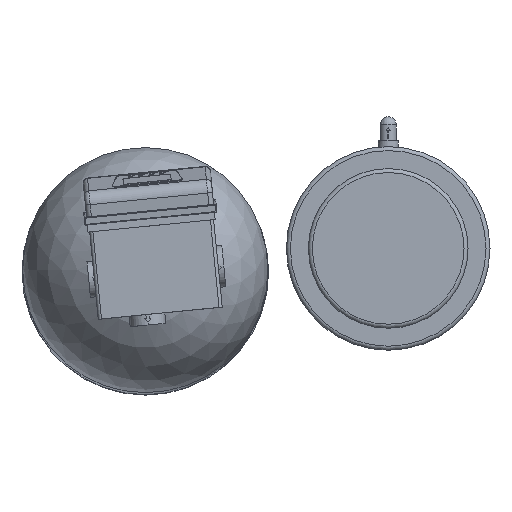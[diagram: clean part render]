
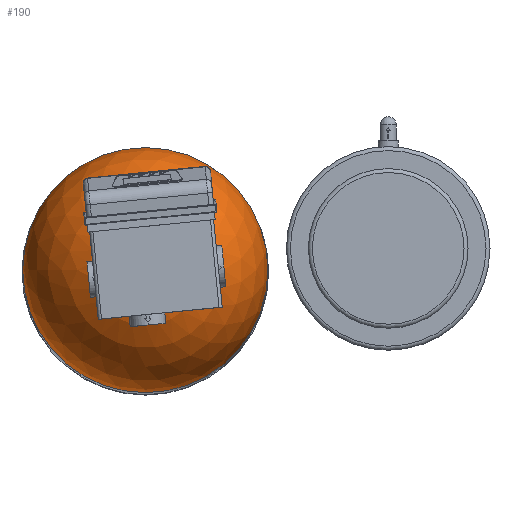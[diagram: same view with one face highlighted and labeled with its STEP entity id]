
A CAD part, top view. The second image highlights one B-rep face of the part: STEP entity #190.
In plain terms, the highlighted spherical face has radius 153.5 mm.
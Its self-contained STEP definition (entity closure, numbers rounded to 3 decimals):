
#190=ADVANCED_FACE('',(#5689,#5691),#5693,.T.);
#5689=FACE_OUTER_BOUND('',#5690,.T.);
#5690=EDGE_LOOP('',(#10122));
#5691=FACE_OUTER_BOUND('',#5692,.T.);
#5692=EDGE_LOOP('',(#10123));
#5693=SPHERICAL_SURFACE('',#5694,153.5);
#5694=AXIS2_PLACEMENT_3D('',#5695,#5696,#5697);
#5695=CARTESIAN_POINT('',(0.,0.,918.798));
#5696=DIRECTION('',(0.,-0.,-1.));
#5697=DIRECTION('',(-1.,0.,0.));
#10122=ORIENTED_EDGE('',*,*,#13391,.T.);
#10123=ORIENTED_EDGE('',*,*,#13393,.F.);
#13391=EDGE_CURVE('',#15028,#15028,#15029,.T.);
#13393=EDGE_CURVE('',#15032,#15032,#15033,.T.);
#15028=VERTEX_POINT('',#17761);
#15029=CIRCLE('',#17762,38.);
#15032=VERTEX_POINT('',#17771);
#15033=CIRCLE('',#17772,153.5);
#17761=CARTESIAN_POINT('',(-38.,0.,1067.52));
#17762=AXIS2_PLACEMENT_3D('',#17763,#17764,#17765);
#17763=CARTESIAN_POINT('',(0.,0.,1067.52));
#17764=DIRECTION('',(0.,0.,-1.));
#17765=DIRECTION('',(-1.,0.,0.));
#17771=CARTESIAN_POINT('',(-153.5,0.,918.798));
#17772=AXIS2_PLACEMENT_3D('',#17773,#17774,#17775);
#17773=CARTESIAN_POINT('',(0.,0.,918.798));
#17774=DIRECTION('',(0.,0.,-1.));
#17775=DIRECTION('',(-1.,0.,0.));
